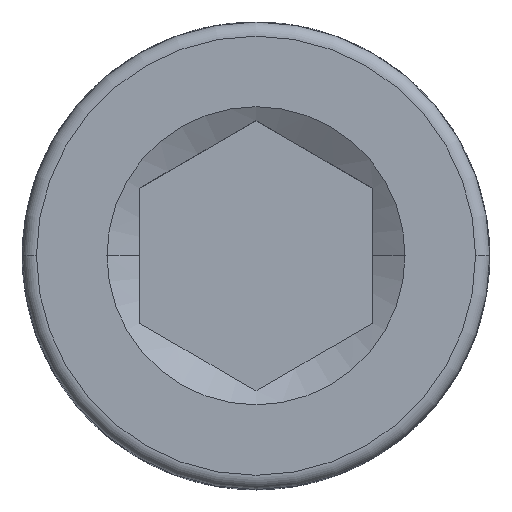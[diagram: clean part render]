
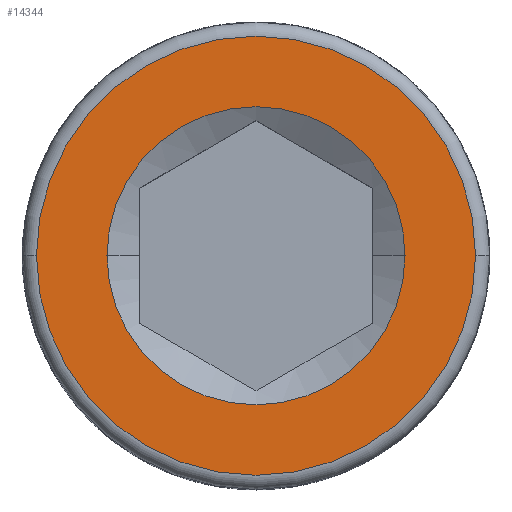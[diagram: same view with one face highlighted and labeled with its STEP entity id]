
A CAD part, top view. The second image highlights one B-rep face of the part: STEP entity #14344.
In plain terms, the highlighted planar face has unit normal (0, 0, 1).
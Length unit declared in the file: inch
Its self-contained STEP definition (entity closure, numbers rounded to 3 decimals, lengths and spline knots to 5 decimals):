
#122 = CIRCLE ( 'NONE', #7545, 0.09963 ) ;
#611 = DIRECTION ( 'NONE',  ( 0., 0., 1. ) ) ;
#776 = ORIENTED_EDGE ( 'NONE', *, *, #4481, .F. ) ;
#1338 = EDGE_LOOP ( 'NONE', ( #4971, #776 ) ) ;
#1386 = AXIS2_PLACEMENT_3D ( 'NONE', #8315, #611, #10624 ) ;
#1845 = FACE_OUTER_BOUND ( 'NONE', #1338, .T. ) ;
#1945 = CIRCLE ( 'NONE', #1386, 0.09963 ) ;
#2325 = CARTESIAN_POINT ( 'NONE',  ( 0., 0., 0.2825 ) ) ;
#2418 = DIRECTION ( 'NONE',  ( -1., 0., 0. ) ) ;
#2647 = DIRECTION ( 'NONE',  ( 1., 0., 0. ) ) ;
#2861 = EDGE_CURVE ( 'NONE', #11111, #8656, #6909, .T. ) ;
#4317 = PLANE ( 'NONE',  #9712 ) ;
#4398 = VERTEX_POINT ( 'NONE', #6976 ) ;
#4481 = EDGE_CURVE ( 'NONE', #8656, #11111, #11673, .T. ) ;
#4493 = EDGE_CURVE ( 'NONE', #4398, #9117, #122, .T. ) ;
#4652 = ORIENTED_EDGE ( 'NONE', *, *, #4493, .F. ) ;
#4971 = ORIENTED_EDGE ( 'NONE', *, *, #2861, .F. ) ;
#5022 = DIRECTION ( 'NONE',  ( -1., 0., 0. ) ) ;
#5193 = FACE_BOUND ( 'NONE', #13087, .T. ) ;
#6556 = DIRECTION ( 'NONE',  ( 1., 0., 0. ) ) ;
#6909 = CIRCLE ( 'NONE', #11275, 0.14675 ) ;
#6976 = CARTESIAN_POINT ( 'NONE',  ( 0.09963, 0., 0.2825 ) ) ;
#7545 = AXIS2_PLACEMENT_3D ( 'NONE', #12807, #8226, #2647 ) ;
#7763 = EDGE_CURVE ( 'NONE', #9117, #4398, #1945, .T. ) ;
#7858 = CARTESIAN_POINT ( 'NONE',  ( -0.14675, 0., 0.2825 ) ) ;
#8226 = DIRECTION ( 'NONE',  ( 0., 0., 1. ) ) ;
#8272 = CARTESIAN_POINT ( 'NONE',  ( 0., 0., 0.2825 ) ) ;
#8315 = CARTESIAN_POINT ( 'NONE',  ( 0., 0., 0.2825 ) ) ;
#8656 = VERTEX_POINT ( 'NONE', #12741 ) ;
#8845 = CARTESIAN_POINT ( 'NONE',  ( 0., 0.14675, 0.2825 ) ) ;
#9117 = VERTEX_POINT ( 'NONE', #11804 ) ;
#9137 = DIRECTION ( 'NONE',  ( 0., 0., -1. ) ) ;
#9712 = AXIS2_PLACEMENT_3D ( 'NONE', #8845, #10956, #6556 ) ;
#10624 = DIRECTION ( 'NONE',  ( 1., 0., 0. ) ) ;
#10815 = AXIS2_PLACEMENT_3D ( 'NONE', #2325, #9137, #2418 ) ;
#10956 = DIRECTION ( 'NONE',  ( 0., 0., 1. ) ) ;
#11111 = VERTEX_POINT ( 'NONE', #7858 ) ;
#11275 = AXIS2_PLACEMENT_3D ( 'NONE', #8272, #13864, #5022 ) ;
#11673 = CIRCLE ( 'NONE', #10815, 0.14675 ) ;
#11804 = CARTESIAN_POINT ( 'NONE',  ( -0.09963, 0., 0.2825 ) ) ;
#12741 = CARTESIAN_POINT ( 'NONE',  ( 0.14675, 0., 0.2825 ) ) ;
#12807 = CARTESIAN_POINT ( 'NONE',  ( 0., 0., 0.2825 ) ) ;
#13087 = EDGE_LOOP ( 'NONE', ( #4652, #13461 ) ) ;
#13461 = ORIENTED_EDGE ( 'NONE', *, *, #7763, .F. ) ;
#13864 = DIRECTION ( 'NONE',  ( 0., 0., -1. ) ) ;
#14344 = ADVANCED_FACE ( 'NONE', ( #5193, #1845 ), #4317, .T. ) ;
